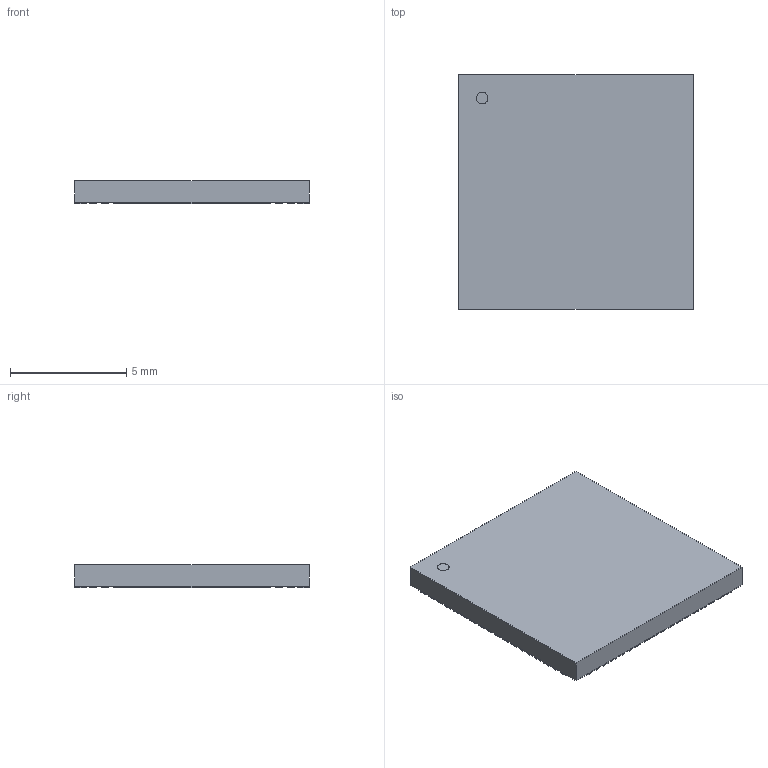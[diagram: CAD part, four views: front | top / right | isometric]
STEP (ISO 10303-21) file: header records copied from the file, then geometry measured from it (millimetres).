
FILE_DESCRIPTION(('STEP AP214'),'1');
FILE_NAME('CP-72-7_ADI','2025-04-17T01:55:19',(''),(''),'','','');
FILE_SCHEMA(('AUTOMOTIVE_DESIGN'));
Length unit declared in the file: millimetre
Products named in the file (1): product
Bounding box: 10.11 x 10.11 x 0.99 mm (x, y, z)
Volume: 98.6 mm3; surface area: 347.8 mm2
Topology: 75 solids, 75 shells, 447 faces, 891 edges, 594 vertices
Faces by surface type: plane 446, cylinder 1
Full cylindrical faces by diameter (mm): 0.505 x1
Entity records: 10885 total; most frequent: DIRECTION 1790, ORIENTED_EDGE 1780, CARTESIAN_POINT 1045, EDGE_CURVE 890, LINE 888, VECTOR 888, VERTEX_POINT 594, AXIS2_PLACEMENT_3D 451
